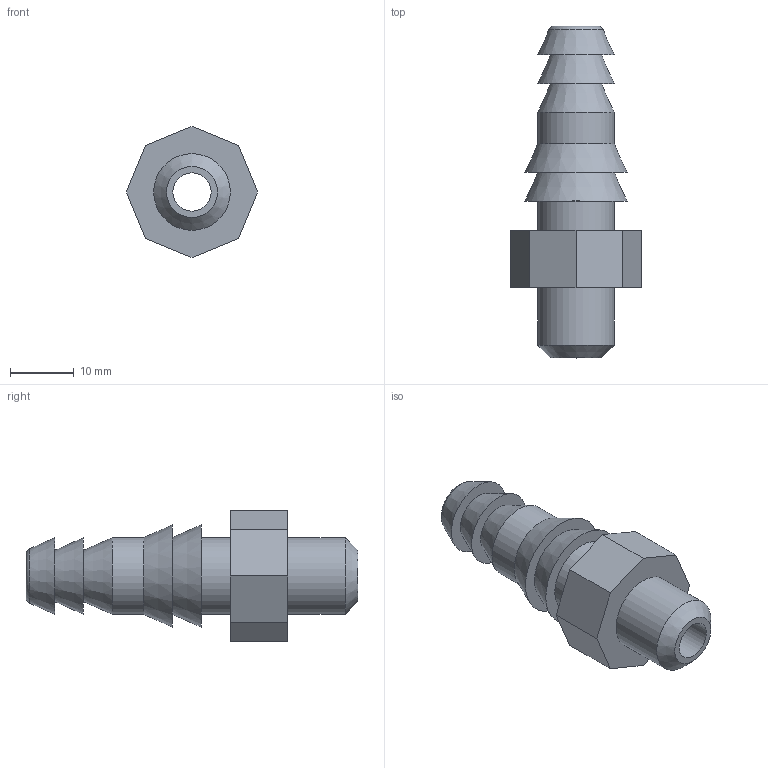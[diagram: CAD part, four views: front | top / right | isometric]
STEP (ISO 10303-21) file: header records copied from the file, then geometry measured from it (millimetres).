
FILE_DESCRIPTION(/* description */ (''),/* implementation_level */ '2;1');
FILE_NAME(/* name */ 'HN600120.stp',/* time_stamp */ '2017-03-13T16:00:02+01:00',/* author */ ('Gabriele'),/* organization */ (''),/* preprocessor_version */ 'ST-DEVELOPER v16.5',/* originating_system */ 'Autodesk Inventor 2017',/* authorisation */ '');
FILE_SCHEMA (('AUTOMOTIVE_DESIGN { 1 0 10303 214 3 1 1 }'));
Length unit declared in the file: millimetre
Products named in the file (1): HN600120
Bounding box: 20.57 x 52 x 20.57 mm (x, y, z)
Volume: 5940.2 mm3; surface area: 3944 mm2
Topology: 1 solids, 1 shells, 27 faces, 53 edges, 34 vertices
Faces by surface type: plane 16, cone 6, cylinder 4, torus 1
Full cylindrical faces by diameter (mm): 6 x1, 12 x3
Entity records: 666 total; most frequent: DIRECTION 116, CARTESIAN_POINT 104, ORIENTED_EDGE 84, EDGE_LOOP 46, AXIS2_PLACEMENT_3D 46, EDGE_CURVE 42, VERTEX_POINT 34, FACE_OUTER_BOUND 27
